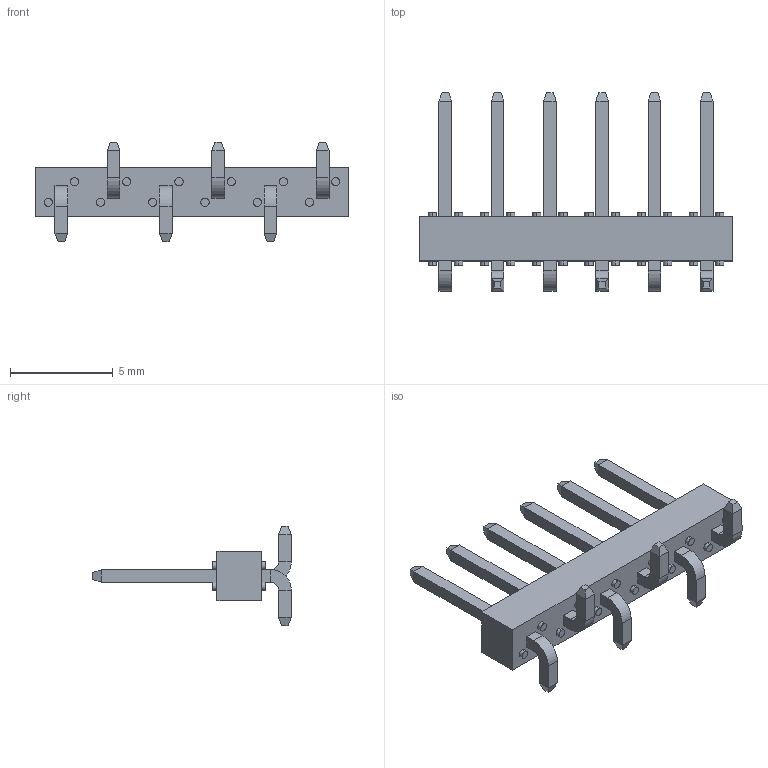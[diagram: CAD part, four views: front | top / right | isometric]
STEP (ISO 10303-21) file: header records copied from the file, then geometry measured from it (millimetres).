
FILE_DESCRIPTION (( 'STEP AP214' ), '1' );
FILE_NAME ('95293-401A06LF.STEP', '2022-05-06T11:22:03', ( '' ), ( '' ), 'SwSTEP 2.0', 'SolidWorks 2017', '' );
FILE_SCHEMA (( 'AUTOMOTIVE_DESIGN' ));
Length unit declared in the file: millimetre
Products named in the file (3): Body^95293 tin ASS_06; 95293-401A06LF; A^95293 tin ASS
Assembly tree (7 placements, depth 2):
  95293-401A06LF
    Body^95293 tin ASS_06
    A^95293 tin ASS  x6
Bounding box: 15.24 x 9.65 x 4.83 mm (x, y, z)
Volume: 99.6 mm3; surface area: 351.3 mm2
Topology: 7 solids, 7 shells, 234 faces, 492 edges, 296 vertices
Faces by surface type: plane 174, cylinder 60
Entity records: 3582 total; most frequent: DIRECTION 640, CARTESIAN_POINT 582, ORIENTED_EDGE 544, EDGE_CURVE 272, AXIS2_PLACEMENT_3D 234, VERTEX_POINT 176, VECTOR 172, LINE 172
